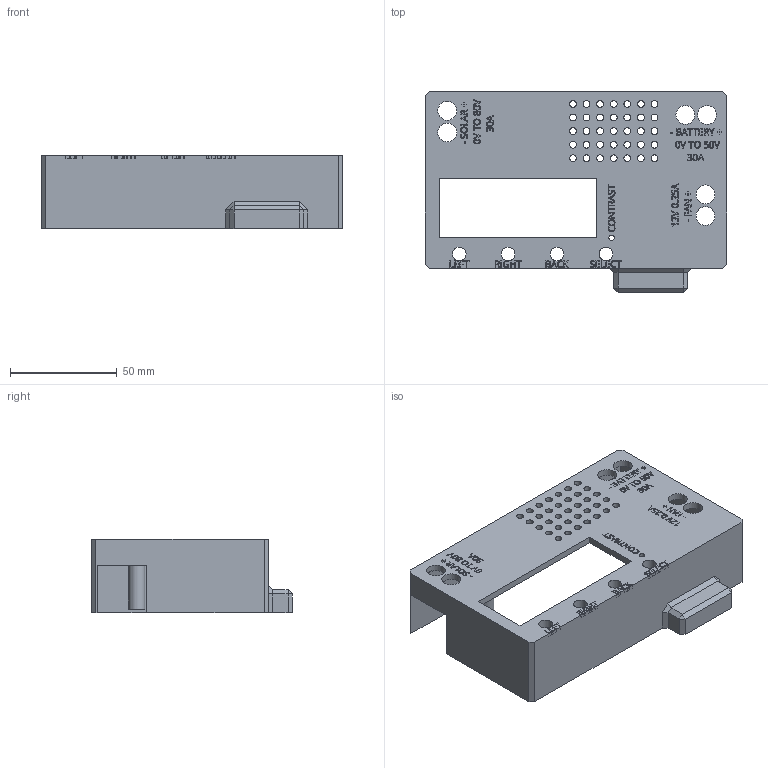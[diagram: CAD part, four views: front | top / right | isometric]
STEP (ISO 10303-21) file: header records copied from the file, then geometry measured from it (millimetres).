
FILE_DESCRIPTION(/* description */ ('STEP AP242','CAx-IF Rec.Pracs.---Representation and Presentation of Product Manufacturing Information (PMI)---4.0---2014-10-13','CAx-IF Rec.Pracs.---3D Tessellated Geometry---0.4---2014-09-14','2;1'),/* implementation_level */ '2;1');
FILE_NAME(/* name */ '630a97da78cd317946d22e45',/* time_stamp */ '2022-08-27T22:17:00+00:00',/* author */ (''),/* organization */ (''),/* preprocessor_version */ 'ST-DEVELOPER v18.102',/* originating_system */ ' ',/* authorisation */ ' ');
FILE_SCHEMA (('AP242_MANAGED_MODEL_BASED_3D_ENGINEERING_MIM_LF { 1 0 10303 442 1 1 4 }'));
Length unit declared in the file: metre
Products named in the file (1): top
Bounding box: 140.97 x 93.77 x 34.2 mm (x, y, z)
Volume: 70686 mm3; surface area: 53377.9 mm2
Topology: 1 solids, 1 shells, 1322 faces, 3672 edges, 2445 vertices
Faces by surface type: plane 698, bspline 522, cylinder 98, cone 4
Full cylindrical faces by diameter (mm): 2.261 x2, 2.54 x36, 3.175 x35, 5.08 x2, 6.35 x4, 7.62 x2, 8.816 x6
Entity records: 43333 total; most frequent: CARTESIAN_POINT 13051, ORIENTED_EDGE 7108, DIRECTION 4323, EDGE_CURVE 3554, VERTEX_POINT 2420, LINE 2295, VECTOR 2295, FACE_BOUND 1672
